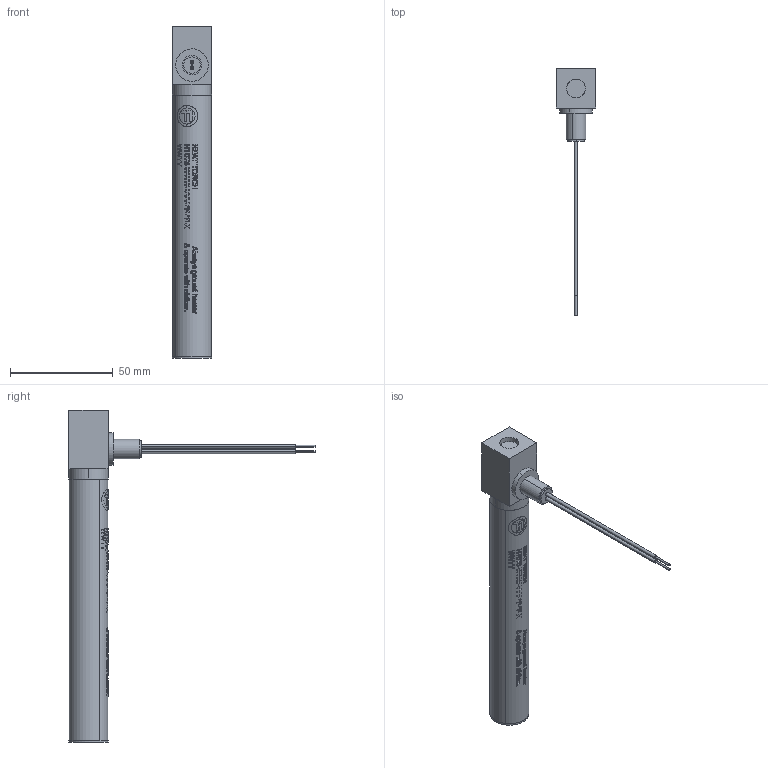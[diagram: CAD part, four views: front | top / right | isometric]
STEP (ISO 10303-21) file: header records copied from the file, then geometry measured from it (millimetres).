
FILE_DESCRIPTION (( 'STEP AP203' ), '1' );
FILE_NAME ('HT075 1-8F NF-X SEP2017 203.STEP', '2017-09-01T18:40:50', ( '' ), ( '' ), 'SwSTEP 2.0', 'SolidWorks 2017', '' );
FILE_SCHEMA (( 'CONFIG_CONTROL_DESIGN' ));
Length unit declared in the file: inch
Products named in the file (1): HT075 1-8F NF-X SEP2017 203
Bounding box: 19.05 x 120 x 161.93 mm (x, y, z)
Volume: 18308.7 mm3; surface area: 23851.9 mm2
Topology: 85 solids, 85 shells, 1347 faces, 3524 edges, 2340 vertices
Faces by surface type: plane 604, bspline 401, cylinder 326, cone 16
Entity records: 44984 total; most frequent: CARTESIAN_POINT 15422, ORIENTED_EDGE 7048, DIRECTION 4641, EDGE_CURVE 3524, VERTEX_POINT 2340, VECTOR 1671, LINE 1671, AXIS2_PLACEMENT_3D 1485
